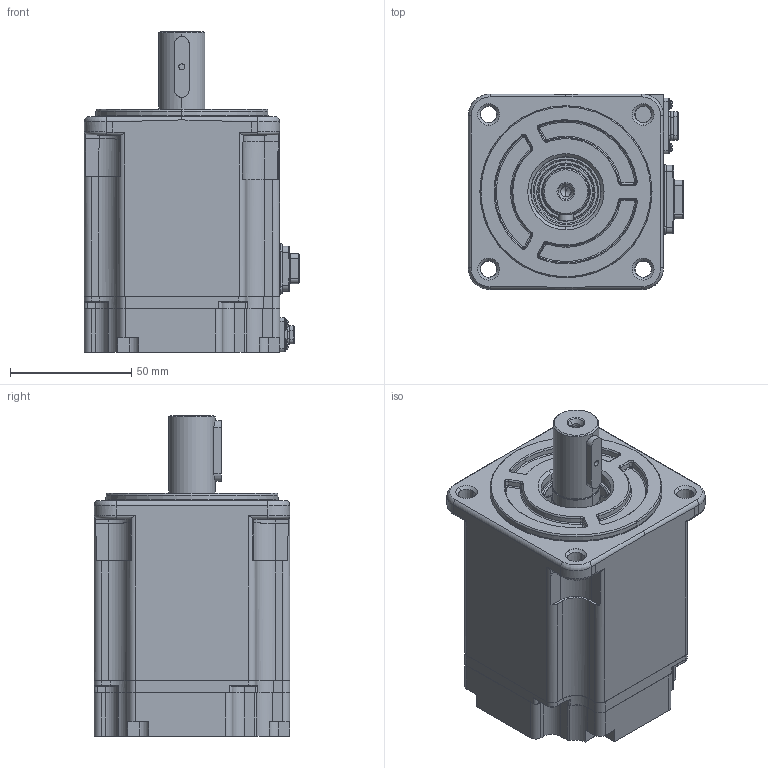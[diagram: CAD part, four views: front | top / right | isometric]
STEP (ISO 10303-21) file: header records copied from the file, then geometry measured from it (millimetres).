
FILE_DESCRIPTION (( 'STEP AP203' ), '1' );
FILE_NAME ('RSDA-H08J2430C.STEP', '2025-12-16T09:25:13', ( 'China' ), ( 'Microsoft' ), 'SwSTEP 2.0', 'SolidWorks 2025', '' );
FILE_SCHEMA (( 'CONFIG_CONTROL_DESIGN' ));
Length unit declared in the file: millimetre
Products named in the file (1): RSDA-H08J2430C
Bounding box: 88.8 x 80.5 x 132 mm (x, y, z)
Volume: 227389.9 mm3; surface area: 111449.3 mm2
Topology: 11 solids, 11 shells, 2242 faces, 5758 edges, 3623 vertices
Faces by surface type: plane 1034, cylinder 700, bspline 198, cone 163, torus 139, sphere 8
Entity records: 82982 total; most frequent: CARTESIAN_POINT 29749, ORIENTED_EDGE 11416, DIRECTION 10693, EDGE_CURVE 5708, AXIS2_PLACEMENT_3D 3815, VERTEX_POINT 3623, LINE 3063, VECTOR 3063
